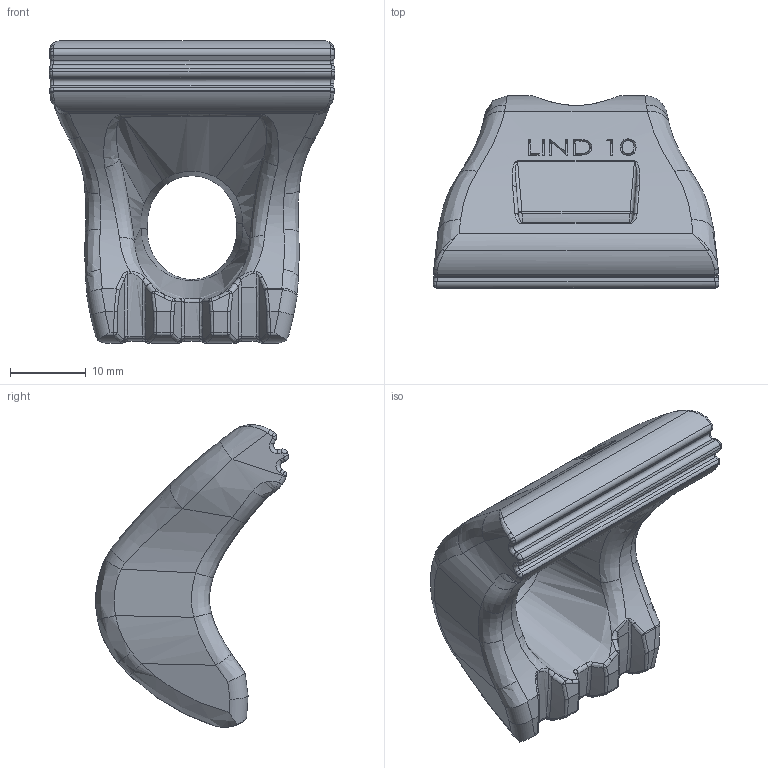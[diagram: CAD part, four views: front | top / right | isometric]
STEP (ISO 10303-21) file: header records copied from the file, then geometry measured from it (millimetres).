
FILE_DESCRIPTION (( 'STEP AP203' ), '1' );
FILE_NAME ('LS M10.STEP', '2009-02-18T10:07:43', ( 'Gregorzyk' ), ( 'Lindapter' ), 'SwSTEP 2.0', 'SolidWorks 2009', '' );
FILE_SCHEMA (( 'CONFIG_CONTROL_DESIGN' ));
Length unit declared in the file: millimetre
Products named in the file (1): LS M10
Bounding box: 37.79 x 25.48 x 40 mm (x, y, z)
Volume: 11125.5 mm3; surface area: 4645.1 mm2
Topology: 1 solids, 1 shells, 365 faces, 890 edges, 529 vertices
Faces by surface type: bspline 238, cylinder 68, plane 59
Entity records: 21923 total; most frequent: CARTESIAN_POINT 15416, ORIENTED_EDGE 1770, EDGE_CURVE 885, DIRECTION 717, VERTEX_POINT 529, B_SPLINE_CURVE_WITH_KNOTS 488, EDGE_LOOP 374, FACE_OUTER_BOUND 365
